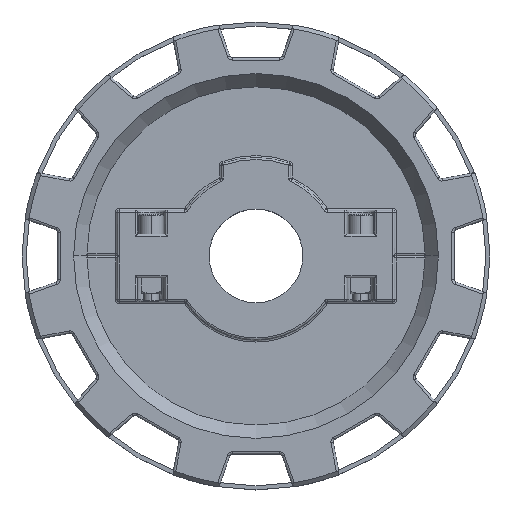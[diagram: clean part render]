
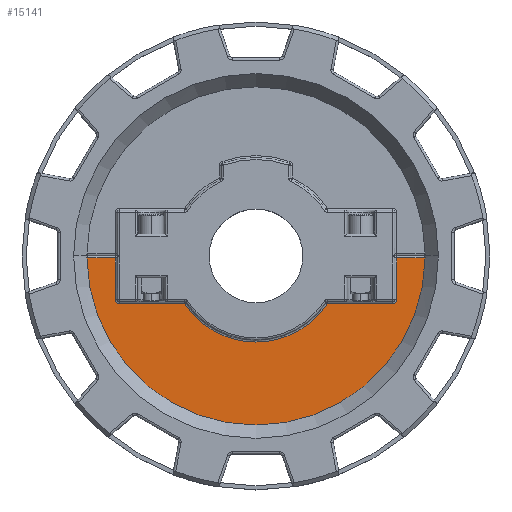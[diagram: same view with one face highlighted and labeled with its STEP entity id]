
A CAD part, top view. The second image highlights one B-rep face of the part: STEP entity #15141.
In plain terms, the highlighted face is planar.
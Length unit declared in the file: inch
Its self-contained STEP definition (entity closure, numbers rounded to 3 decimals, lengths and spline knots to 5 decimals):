
#2930=DIRECTION('',(-1.,0.,0.));
#2931=VECTOR('',#2930,0.35703);
#2932=CARTESIAN_POINT('',(2.13203,-0.025,-0.24));
#2933=LINE('',#2932,#2931);
#3429=DIRECTION('',(-1.,0.,0.));
#3430=VECTOR('',#3429,0.35703);
#3431=CARTESIAN_POINT('',(-1.775,-0.025,-0.24));
#3432=LINE('',#3431,#3430);
#3433=CARTESIAN_POINT('',(0.,0.,-0.24));
#3434=DIRECTION('',(0.,0.,-1.));
#3435=DIRECTION('',(1.,-0.012,0.));
#3436=AXIS2_PLACEMENT_3D('',#3433,#3434,#3435);
#3438=CARTESIAN_POINT('',(1.725,-0.55,-0.24));
#3439=DIRECTION('',(0.,0.,1.));
#3440=DIRECTION('',(0.,-1.,0.));
#3441=AXIS2_PLACEMENT_3D('',#3438,#3439,#3440);
#3443=CARTESIAN_POINT('',(0.,0.,-0.24));
#3444=DIRECTION('',(0.,0.,1.));
#3445=DIRECTION('',(-0.833,-0.553,0.));
#3446=AXIS2_PLACEMENT_3D('',#3443,#3444,#3445);
#3448=CARTESIAN_POINT('',(-1.725,-0.55,-0.24));
#3449=DIRECTION('',(0.,0.,1.));
#3450=DIRECTION('',(-1.,0.,0.));
#3451=AXIS2_PLACEMENT_3D('',#3448,#3449,#3450);
#3457=DIRECTION('',(0.,-1.,0.));
#3458=VECTOR('',#3457,0.525);
#3459=CARTESIAN_POINT('',(1.775,-0.025,-0.24));
#3460=LINE('',#3459,#3458);
#3793=DIRECTION('',(0.,1.,0.));
#3794=VECTOR('',#3793,0.525);
#3795=CARTESIAN_POINT('',(-1.775,-0.55,-0.24));
#3796=LINE('',#3795,#3794);
#3816=DIRECTION('',(-1.,0.,0.));
#3817=VECTOR('',#3816,0.821);
#3818=CARTESIAN_POINT('',(-0.904,-0.6,-0.24));
#3819=LINE('',#3818,#3817);
#4154=DIRECTION('',(-1.,0.,0.));
#4155=VECTOR('',#4154,0.821);
#4156=CARTESIAN_POINT('',(1.725,-0.6,-0.24));
#4157=LINE('',#4156,#4155);
#9192=CARTESIAN_POINT('',(2.13203,-0.025,-0.24));
#9193=CARTESIAN_POINT('',(-2.13203,-0.025,-0.24));
#9194=VERTEX_POINT('',#9192);
#9195=VERTEX_POINT('',#9193);
#9364=CARTESIAN_POINT('',(1.775,-0.025,-0.24));
#9365=CARTESIAN_POINT('',(1.775,-0.55,-0.24));
#9366=VERTEX_POINT('',#9364);
#9367=VERTEX_POINT('',#9365);
#9368=CARTESIAN_POINT('',(1.725,-0.6,-0.24));
#9369=VERTEX_POINT('',#9368);
#9370=CARTESIAN_POINT('',(0.904,-0.6,-0.24));
#9371=VERTEX_POINT('',#9370);
#9372=CARTESIAN_POINT('',(-0.904,-0.6,-0.24));
#9373=VERTEX_POINT('',#9372);
#9374=CARTESIAN_POINT('',(-1.725,-0.6,-0.24));
#9375=VERTEX_POINT('',#9374);
#9376=CARTESIAN_POINT('',(-1.775,-0.55,-0.24));
#9377=VERTEX_POINT('',#9376);
#9378=CARTESIAN_POINT('',(-1.775,-0.025,-0.24));
#9379=VERTEX_POINT('',#9378);
#15117=CARTESIAN_POINT('',(0.,1.06,-0.24));
#15118=DIRECTION('',(0.,0.,-1.));
#15119=DIRECTION('',(-1.,0.,0.));
#15120=AXIS2_PLACEMENT_3D('',#15117,#15118,#15119);
#15121=PLANE('',#15120);
#15122=ORIENTED_EDGE('',*,*,#14252,.F.);
#15123=ORIENTED_EDGE('',*,*,#14277,.T.);
#15125=ORIENTED_EDGE('',*,*,#15124,.T.);
#15127=ORIENTED_EDGE('',*,*,#15126,.F.);
#15129=ORIENTED_EDGE('',*,*,#15128,.T.);
#15131=ORIENTED_EDGE('',*,*,#15130,.F.);
#15133=ORIENTED_EDGE('',*,*,#15132,.T.);
#15135=ORIENTED_EDGE('',*,*,#15134,.F.);
#15137=ORIENTED_EDGE('',*,*,#15136,.T.);
#15138=ORIENTED_EDGE('',*,*,#15104,.T.);
#15139=EDGE_LOOP('',(#15122,#15123,#15125,#15127,#15129,#15131,#15133,#15135,
#15137,#15138));
#15140=FACE_OUTER_BOUND('',#15139,.F.);
#3437=CIRCLE('',#3436,2.13218);
#3442=CIRCLE('',#3441,0.05);
#3447=CIRCLE('',#3446,1.085);
#3452=CIRCLE('',#3451,0.05);
#14252=EDGE_CURVE('',#9194,#9195,#3437,.T.);
#14277=EDGE_CURVE('',#9194,#9366,#2933,.T.);
#15104=EDGE_CURVE('',#9379,#9195,#3432,.T.);
#15124=EDGE_CURVE('',#9366,#9367,#3460,.T.);
#15126=EDGE_CURVE('',#9369,#9367,#3442,.T.);
#15128=EDGE_CURVE('',#9369,#9371,#4157,.T.);
#15130=EDGE_CURVE('',#9373,#9371,#3447,.T.);
#15132=EDGE_CURVE('',#9373,#9375,#3819,.T.);
#15134=EDGE_CURVE('',#9377,#9375,#3452,.T.);
#15136=EDGE_CURVE('',#9377,#9379,#3796,.T.);
#15141=ADVANCED_FACE('',(#15140),#15121,.T.);
